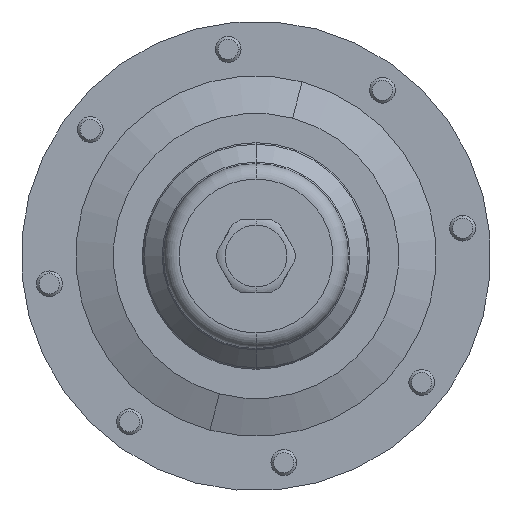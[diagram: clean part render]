
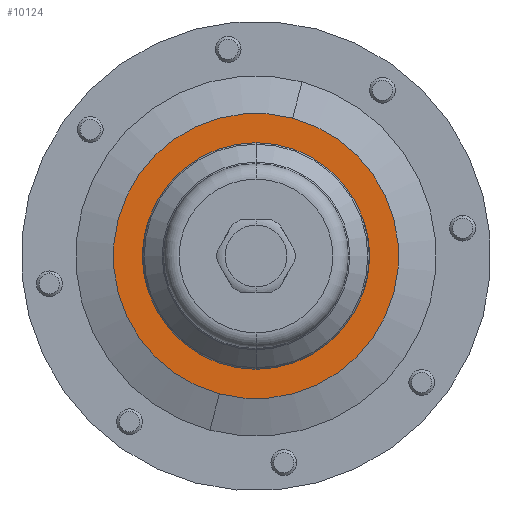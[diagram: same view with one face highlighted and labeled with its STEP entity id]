
A CAD part, front view. The second image highlights one B-rep face of the part: STEP entity #10124.
In plain terms, the highlighted planar face has unit normal (0, -1, 0).
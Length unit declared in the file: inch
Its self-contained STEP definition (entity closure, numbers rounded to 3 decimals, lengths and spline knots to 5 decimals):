
#371 = DIRECTION ( 'NONE',  ( 0., 0., 1. ) ) ;
#550 = CARTESIAN_POINT ( 'NONE',  ( -0.44336, -0.286, -1.67304 ) ) ;
#580 = VERTEX_POINT ( 'NONE', #550 ) ;
#624 = VERTEX_POINT ( 'NONE', #4813 ) ;
#635 = VERTEX_POINT ( 'NONE', #10379 ) ;
#814 = EDGE_CURVE ( 'NONE', #635, #6582, #7685, .T. ) ;
#883 = ORIENTED_EDGE ( 'NONE', *, *, #814, .F. ) ;
#1495 = DIRECTION ( 'NONE',  ( 0., -1., 0. ) ) ;
#1500 = FACE_BOUND ( 'NONE', #4205, .T. ) ;
#1881 = AXIS2_PLACEMENT_3D ( 'NONE', #4518, #10314, #7086 ) ;
#2120 = CARTESIAN_POINT ( 'NONE',  ( 0., -0.286, 0. ) ) ;
#2417 = CARTESIAN_POINT ( 'NONE',  ( 0., -0.286, 0. ) ) ;
#2673 = EDGE_LOOP ( 'NONE', ( #8175, #5412 ) ) ;
#3061 = CARTESIAN_POINT ( 'NONE',  ( 0., -0.286, -1.12 ) ) ;
#3144 = DIRECTION ( 'NONE',  ( 0.256, 0., 0.967 ) ) ;
#3296 = EDGE_CURVE ( 'NONE', #624, #580, #5498, .T. ) ;
#3411 = AXIS2_PLACEMENT_3D ( 'NONE', #9035, #9874, #371 ) ;
#3698 = PLANE ( 'NONE',  #1881 ) ;
#4009 = DIRECTION ( 'NONE',  ( 0.256, 0., 0.967 ) ) ;
#4205 = EDGE_LOOP ( 'NONE', ( #6746, #883 ) ) ;
#4518 = CARTESIAN_POINT ( 'NONE',  ( 0., -0.286, 0. ) ) ;
#4535 = FACE_OUTER_BOUND ( 'NONE', #2673, .T. ) ;
#4594 = CIRCLE ( 'NONE', #5870, 1.12 ) ;
#4813 = CARTESIAN_POINT ( 'NONE',  ( 0.44336, -0.286, 1.67304 ) ) ;
#5412 = ORIENTED_EDGE ( 'NONE', *, *, #8589, .T. ) ;
#5498 = CIRCLE ( 'NONE', #6813, 1.73079 ) ;
#5870 = AXIS2_PLACEMENT_3D ( 'NONE', #2120, #6904, #10194 ) ;
#6582 = VERTEX_POINT ( 'NONE', #3061 ) ;
#6746 = ORIENTED_EDGE ( 'NONE', *, *, #6854, .F. ) ;
#6813 = AXIS2_PLACEMENT_3D ( 'NONE', #2417, #7349, #4009 ) ;
#6854 = EDGE_CURVE ( 'NONE', #6582, #635, #4594, .T. ) ;
#6904 = DIRECTION ( 'NONE',  ( 0., -1., 0. ) ) ;
#7086 = DIRECTION ( 'NONE',  ( 0.256, 0., 0.967 ) ) ;
#7218 = CARTESIAN_POINT ( 'NONE',  ( 0., -0.286, 0. ) ) ;
#7349 = DIRECTION ( 'NONE',  ( 0., -1., 0. ) ) ;
#7488 = AXIS2_PLACEMENT_3D ( 'NONE', #7218, #1495, #3144 ) ;
#7685 = CIRCLE ( 'NONE', #3411, 1.12 ) ;
#8175 = ORIENTED_EDGE ( 'NONE', *, *, #3296, .T. ) ;
#8589 = EDGE_CURVE ( 'NONE', #580, #624, #9713, .T. ) ;
#9035 = CARTESIAN_POINT ( 'NONE',  ( 0., -0.286, 0. ) ) ;
#9713 = CIRCLE ( 'NONE', #7488, 1.73079 ) ;
#9874 = DIRECTION ( 'NONE',  ( 0., -1., 0. ) ) ;
#10124 = ADVANCED_FACE ( 'NONE', ( #1500, #4535 ), #3698, .F. ) ;
#10194 = DIRECTION ( 'NONE',  ( 0., 0., 1. ) ) ;
#10314 = DIRECTION ( 'NONE',  ( 0., 1., 0. ) ) ;
#10379 = CARTESIAN_POINT ( 'NONE',  ( 0., -0.286, 1.12 ) ) ;
